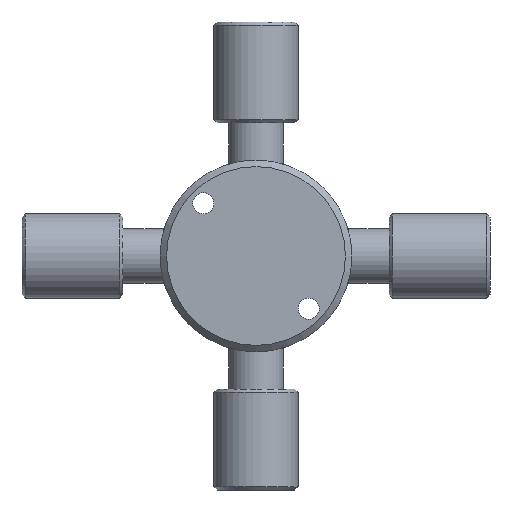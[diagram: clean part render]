
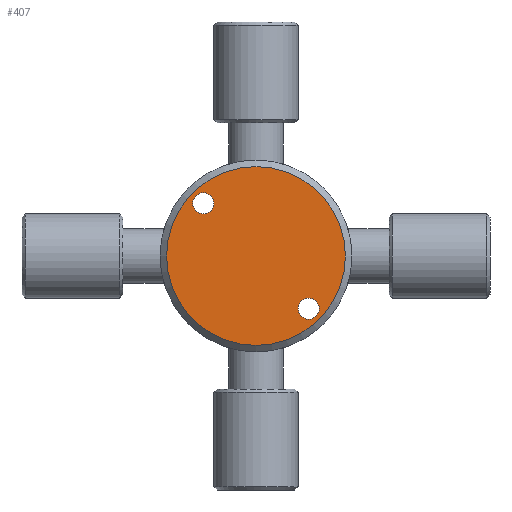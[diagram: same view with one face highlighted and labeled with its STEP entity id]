
A CAD part, left-side view. The second image highlights one B-rep face of the part: STEP entity #407.
In plain terms, the highlighted planar face has unit normal (-1, 0, 0).
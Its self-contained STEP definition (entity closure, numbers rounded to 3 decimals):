
#86=CARTESIAN_POINT('',(0.0,10.352,0.));
#87=VERTEX_POINT('',#86);
#88=CARTESIAN_POINT('',(0.0,0.0,0.0));
#89=DIRECTION('',(1.0,0.0,0.0));
#90=DIRECTION('',(0.0,-1.0,0.0));
#91=AXIS2_PLACEMENT_3D('',#88,#89,#90);
#92=CIRCLE('',#91,10.352);
#93=EDGE_CURVE('',#87,#87,#92,.T.);
#350=CARTESIAN_POINT('',(0.0,6.107,7.327));
#351=VERTEX_POINT('',#350);
#352=CARTESIAN_POINT('',(0.0,6.107,6.107));
#353=DIRECTION('',(1.0,0.0,0.0));
#354=DIRECTION('',(0.0,0.0,-1.0));
#355=AXIS2_PLACEMENT_3D('',#352,#353,#354);
#356=CIRCLE('',#355,1.22);
#357=EDGE_CURVE('',#351,#351,#356,.T.);
#385=CARTESIAN_POINT('',(0.0,5.556,0.0));
#386=DIRECTION('',(-1.0,0.0,0.0));
#387=DIRECTION('',(0.0,0.0,1.0));
#388=AXIS2_PLACEMENT_3D('',#385,#386,#387);
#389=PLANE('',#388);
#390=ORIENTED_EDGE('',*,*,#93,.F.);
#391=EDGE_LOOP('',(#390));
#392=FACE_OUTER_BOUND('',#391,.T.);
#393=CARTESIAN_POINT('',(0.0,-6.107,-4.887));
#394=VERTEX_POINT('',#393);
#395=CARTESIAN_POINT('',(0.0,-6.107,-6.107));
#396=DIRECTION('',(1.0,0.0,0.0));
#397=DIRECTION('',(0.0,0.0,-1.0));
#398=AXIS2_PLACEMENT_3D('',#395,#396,#397);
#399=CIRCLE('',#398,1.22);
#400=EDGE_CURVE('',#394,#394,#399,.T.);
#401=ORIENTED_EDGE('',*,*,#400,.T.);
#402=EDGE_LOOP('',(#401));
#403=FACE_BOUND('',#402,.T.);
#404=ORIENTED_EDGE('',*,*,#357,.T.);
#405=EDGE_LOOP('',(#404));
#406=FACE_BOUND('',#405,.T.);
#407=ADVANCED_FACE('',(#392,#403,#406),#389,.T.);
